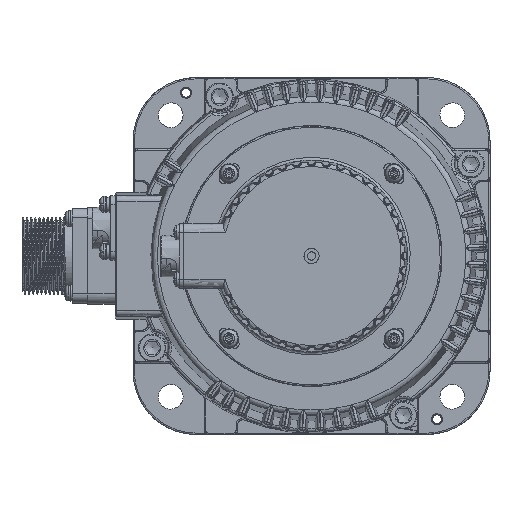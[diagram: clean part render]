
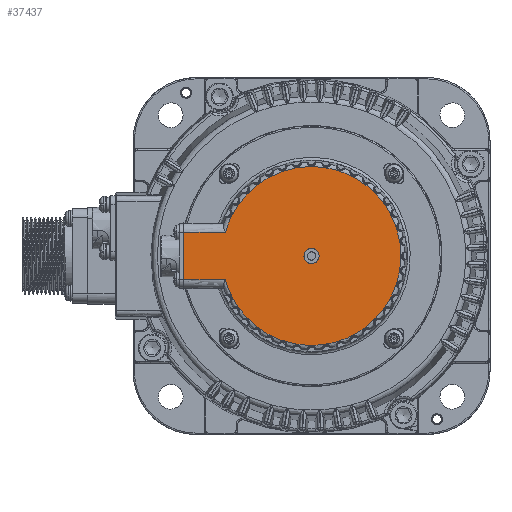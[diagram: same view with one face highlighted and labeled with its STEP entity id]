
A CAD part, left-side view. The second image highlights one B-rep face of the part: STEP entity #37437.
In plain terms, the highlighted free-form (B-spline) face has degree [1, 1] with [2, 2] control points.
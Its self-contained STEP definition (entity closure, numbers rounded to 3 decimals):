
#3095=CARTESIAN_POINT('',(-170.8,46.5,8.617));
#3096=VERTEX_POINT('',#3095);
#3097=CARTESIAN_POINT('',(-170.8,46.5,-8.617));
#3098=VERTEX_POINT('',#3097);
#3099=CARTESIAN_POINT('',(-170.8,46.5,8.617));
#3100=CARTESIAN_POINT('',(-170.8,46.5,-8.617));
#3101=B_SPLINE_CURVE_WITH_KNOTS('',1,(#3099,#3100),.POLYLINE_FORM.,.F.,.U.,(2,2),(0.,1.),.UNSPECIFIED.);
#3102=EDGE_CURVE('',#3096,#3098,#3101,.T.);
#33201=CARTESIAN_POINT('',(-170.8,31.414,8.617));
#33202=VERTEX_POINT('',#33201);
#33211=CARTESIAN_POINT('',(-170.8,31.414,-8.617));
#33212=VERTEX_POINT('',#33211);
#33213=CARTESIAN_POINT('',(-170.8,31.414,8.617));
#33214=CARTESIAN_POINT('',(-170.8,19.159,53.294));
#33215=CARTESIAN_POINT('',(-170.8,-18.737,26.647));
#33216=CARTESIAN_POINT('',(-170.8,-56.633,0.));
#33217=CARTESIAN_POINT('',(-170.8,-18.737,-26.647));
#33218=CARTESIAN_POINT('',(-170.8,19.159,-53.294));
#33219=CARTESIAN_POINT('',(-170.8,31.414,-8.617));
#33220=(BOUNDED_CURVE()B_SPLINE_CURVE(2,(#33213,#33214,#33215,#33216,#33217,#33218,#33219),.CIRCULAR_ARC.,.F.,.U.)B_SPLINE_CURVE_WITH_KNOTS((3,2,2,3),(0.,0.333,0.667,1.),.UNSPECIFIED.)CURVE()GEOMETRIC_REPRESENTATION_ITEM()RATIONAL_B_SPLINE_CURVE((1.,0.575,1.,0.575,1.,0.575,1.))REPRESENTATION_ITEM(''));
#33221=EDGE_CURVE('',#33202,#33212,#33220,.T.);
#37384=CARTESIAN_POINT('',(-170.8,-33.049,32.966));
#37385=CARTESIAN_POINT('',(-170.8,-33.049,-32.966));
#37386=CARTESIAN_POINT('',(-170.8,46.5,32.966));
#37387=CARTESIAN_POINT('',(-170.8,46.5,-32.966));
#37388=B_SPLINE_SURFACE_WITH_KNOTS('',1,1,((#37384,#37385),(#37386,#37387)),.PLANE_SURF.,.F.,.F.,.U.,(2,2),(2,2),(0.,1.),(0.,1.),.UNSPECIFIED.);
#37389=ORIENTED_EDGE('',*,*,#33221,.F.);
#37390=CARTESIAN_POINT('',(-170.8,46.5,8.617));
#37391=CARTESIAN_POINT('',(-170.8,31.414,8.617));
#37392=B_SPLINE_CURVE_WITH_KNOTS('',1,(#37390,#37391),.POLYLINE_FORM.,.F.,.U.,(2,2),(0.,1.),.UNSPECIFIED.);
#37393=EDGE_CURVE('',#3096,#33202,#37392,.T.);
#37394=ORIENTED_EDGE('',*,*,#37393,.F.);
#37395=ORIENTED_EDGE('',*,*,#3102,.T.);
#37396=CARTESIAN_POINT('',(-170.8,31.414,-8.617));
#37397=CARTESIAN_POINT('',(-170.8,46.5,-8.617));
#37398=B_SPLINE_CURVE_WITH_KNOTS('',1,(#37396,#37397),.POLYLINE_FORM.,.F.,.U.,(2,2),(0.,1.),.UNSPECIFIED.);
#37399=EDGE_CURVE('',#33212,#3098,#37398,.T.);
#37400=ORIENTED_EDGE('',*,*,#37399,.F.);
#37401=EDGE_LOOP('',(#37389,#37394,#37395,#37400));
#37402=FACE_OUTER_BOUND('',#37401,.T.);
#37403=CARTESIAN_POINT('',(-170.8,2.75,0.));
#37404=VERTEX_POINT('',#37403);
#37405=CARTESIAN_POINT('',(-170.8,-2.75,0.));
#37406=VERTEX_POINT('',#37405);
#37407=CARTESIAN_POINT('',(-170.8,2.75,0.));
#37408=CARTESIAN_POINT('',(-170.8,2.75,0.547));
#37409=CARTESIAN_POINT('',(-170.8,2.541,1.052));
#37410=CARTESIAN_POINT('',(-170.8,2.331,1.558));
#37411=CARTESIAN_POINT('',(-170.8,1.945,1.945));
#37412=CARTESIAN_POINT('',(-170.8,1.558,2.331));
#37413=CARTESIAN_POINT('',(-170.8,1.052,2.541));
#37414=CARTESIAN_POINT('',(-170.8,0.547,2.75));
#37415=CARTESIAN_POINT('',(-170.8,0.,2.75));
#37416=CARTESIAN_POINT('',(-170.8,-0.547,2.75));
#37417=CARTESIAN_POINT('',(-170.8,-1.052,2.541));
#37418=CARTESIAN_POINT('',(-170.8,-1.558,2.331));
#37419=CARTESIAN_POINT('',(-170.8,-1.945,1.945));
#37420=CARTESIAN_POINT('',(-170.8,-2.331,1.558));
#37421=CARTESIAN_POINT('',(-170.8,-2.541,1.052));
#37422=CARTESIAN_POINT('',(-170.8,-2.75,0.547));
#37423=CARTESIAN_POINT('',(-170.8,-2.75,0.));
#37424=B_SPLINE_CURVE_WITH_KNOTS('',2,(#37407,#37408,#37409,#37410,#37411,#37412,#37413,#37414,#37415,#37416,#37417,#37418,#37419,#37420,#37421,#37422,#37423),.UNSPECIFIED.,.F.,.U.,(3,2,2,2,2,2,2,2,3),(0.5,0.563,0.625,0.688,0.75,0.813,0.875,0.938,1.),.UNSPECIFIED.);
#37425=EDGE_CURVE('',#37404,#37406,#37424,.T.);
#37426=ORIENTED_EDGE('',*,*,#37425,.T.);
#37427=CARTESIAN_POINT('',(-170.8,-2.75,0.));
#37428=CARTESIAN_POINT('',(-170.8,-2.75,-2.75));
#37429=CARTESIAN_POINT('',(-170.8,0.,-2.75));
#37430=CARTESIAN_POINT('',(-170.8,2.75,-2.75));
#37431=CARTESIAN_POINT('',(-170.8,2.75,0.));
#37432=(BOUNDED_CURVE()B_SPLINE_CURVE(2,(#37427,#37428,#37429,#37430,#37431),.CIRCULAR_ARC.,.F.,.U.)B_SPLINE_CURVE_WITH_KNOTS((3,2,3),(0.,0.5,1.),.UNSPECIFIED.)CURVE()GEOMETRIC_REPRESENTATION_ITEM()RATIONAL_B_SPLINE_CURVE((1.,0.707,1.,0.707,1.))REPRESENTATION_ITEM(''));
#37433=EDGE_CURVE('',#37406,#37404,#37432,.T.);
#37434=ORIENTED_EDGE('',*,*,#37433,.T.);
#37435=EDGE_LOOP('',(#37426,#37434));
#37436=FACE_BOUND('',#37435,.T.);
#37437=ADVANCED_FACE('',(#37402,#37436),#37388,.T.);
